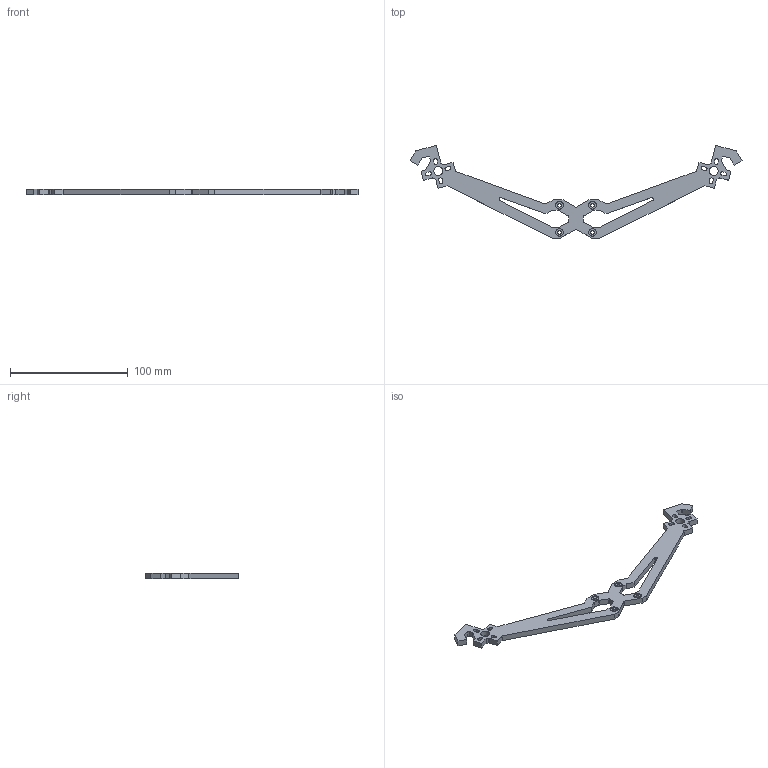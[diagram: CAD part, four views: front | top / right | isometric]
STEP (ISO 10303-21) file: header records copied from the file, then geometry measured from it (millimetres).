
FILE_DESCRIPTION(('FreeCAD Model'),'2;1');
FILE_NAME('Open CASCADE Shape Model','2022-12-07T11:08:47',('Author'),( ''),'Open CASCADE STEP processor 7.6','FreeCAD','Unknown');
FILE_SCHEMA(('AUTOMOTIVE_DESIGN { 1 0 10303 214 1 1 1 1 }'));
Length unit declared in the file: millimetre
Products named in the file (1): leg001
Bounding box: 281.88 x 79.15 x 5 mm (x, y, z)
Volume: 24655 mm3; surface area: 15929.3 mm2
Topology: 1 solids, 1 shells, 154 faces, 444 edges, 296 vertices
Faces by surface type: plane 88, cylinder 66
Full cylindrical faces by diameter (mm): 3 x4, 6.5 x4, 7.5 x2
Entity records: 10949 total; most frequent: CARTESIAN_POINT 1807, DIRECTION 1770, LINE 1068, VECTOR 1068, ORIENTED_EDGE 888, PCURVE 888, DEFINITIONAL_REPRESENTATION 888, EDGE_CURVE 444
